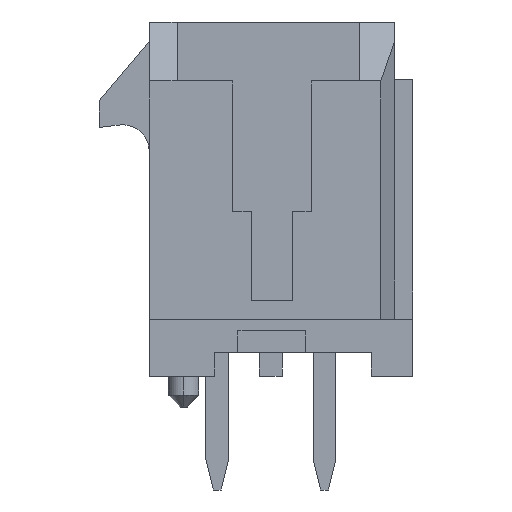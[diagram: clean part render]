
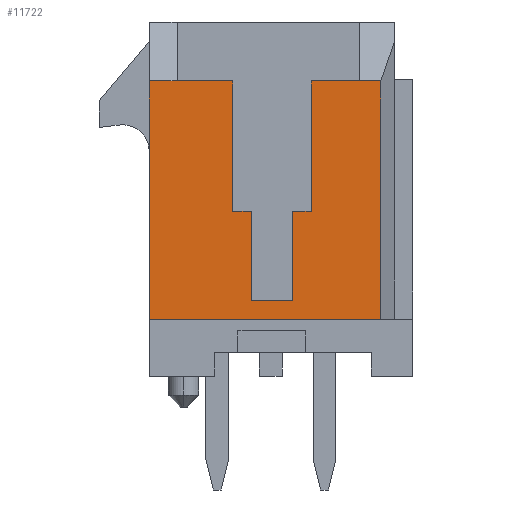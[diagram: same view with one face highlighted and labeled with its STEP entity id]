
A CAD part, left-side view. The second image highlights one B-rep face of the part: STEP entity #11722.
In plain terms, the highlighted planar face has unit normal (-1, 0, 0).
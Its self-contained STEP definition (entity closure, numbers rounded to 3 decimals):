
#1=DIRECTION('',(0.,0.,-1.));
#2=VECTOR('',#1,3.65);
#3=CARTESIAN_POINT('',(-19.825,-1.1,3.305));
#4=LINE('',#3,#2);
#5=DIRECTION('',(0.,1.,0.));
#6=VECTOR('',#5,1.35);
#7=CARTESIAN_POINT('',(-19.825,-2.45,3.305));
#8=LINE('',#7,#6);
#9=DIRECTION('',(0.,-1.,0.));
#10=VECTOR('',#9,0.6);
#11=CARTESIAN_POINT('',(-19.825,-2.45,3.305));
#12=LINE('',#11,#10);
#13=DIRECTION('',(0.,0.,-1.));
#14=VECTOR('',#13,6.66);
#15=CARTESIAN_POINT('',(-19.825,-3.05,3.305));
#16=LINE('',#15,#14);
#17=DIRECTION('',(0.,1.,0.));
#18=VECTOR('',#17,6.48);
#19=CARTESIAN_POINT('',(-19.825,-3.05,-3.355));
#20=LINE('',#19,#18);
#21=DIRECTION('',(0.,0.,1.));
#22=VECTOR('',#21,6.66);
#23=CARTESIAN_POINT('',(-19.825,3.43,-3.355));
#24=LINE('',#23,#22);
#25=DIRECTION('',(0.,-1.,0.));
#26=VECTOR('',#25,0.78);
#27=CARTESIAN_POINT('',(-19.825,3.43,3.305));
#28=LINE('',#27,#26);
#29=DIRECTION('',(0.,1.,0.));
#30=VECTOR('',#29,1.55);
#31=CARTESIAN_POINT('',(-19.825,1.1,3.305));
#32=LINE('',#31,#30);
#33=DIRECTION('',(0.,0.,-1.));
#34=VECTOR('',#33,3.65);
#35=CARTESIAN_POINT('',(-19.825,1.1,3.305));
#36=LINE('',#35,#34);
#37=DIRECTION('',(0.,1.,0.));
#38=VECTOR('',#37,0.525);
#39=CARTESIAN_POINT('',(-19.825,0.575,-0.345));
#40=LINE('',#39,#38);
#41=DIRECTION('',(0.,0.,1.));
#42=VECTOR('',#41,2.5);
#43=CARTESIAN_POINT('',(-19.825,0.575,-2.845));
#44=LINE('',#43,#42);
#45=DIRECTION('',(0.,1.,0.));
#46=VECTOR('',#45,1.15);
#47=CARTESIAN_POINT('',(-19.825,-0.575,-2.845));
#48=LINE('',#47,#46);
#49=DIRECTION('',(0.,0.,-1.));
#50=VECTOR('',#49,2.5);
#51=CARTESIAN_POINT('',(-19.825,-0.575,-0.345));
#52=LINE('',#51,#50);
#53=DIRECTION('',(0.,1.,0.));
#54=VECTOR('',#53,0.525);
#55=CARTESIAN_POINT('',(-19.825,-1.1,-0.345));
#56=LINE('',#55,#54);
#8776=CARTESIAN_POINT('',(-19.825,3.43,3.305));
#8778=VERTEX_POINT('',#8776);
#8831=CARTESIAN_POINT('',(-19.825,2.65,3.305));
#8832=VERTEX_POINT('',#8831);
#8833=CARTESIAN_POINT('',(-19.825,-2.45,3.305));
#8834=VERTEX_POINT('',#8833);
#10153=CARTESIAN_POINT('',(-19.825,3.43,-3.355));
#10154=VERTEX_POINT('',#10153);
#10217=CARTESIAN_POINT('',(-19.825,-3.05,3.305));
#10218=VERTEX_POINT('',#10217);
#10219=CARTESIAN_POINT('',(-19.825,-3.05,-3.355));
#10220=VERTEX_POINT('',#10219);
#10353=CARTESIAN_POINT('',(-19.825,-1.1,-0.345));
#10354=VERTEX_POINT('',#10353);
#10355=CARTESIAN_POINT('',(-19.825,-0.575,-0.345));
#10356=VERTEX_POINT('',#10355);
#10357=CARTESIAN_POINT('',(-19.825,-0.575,-2.845));
#10358=VERTEX_POINT('',#10357);
#10359=CARTESIAN_POINT('',(-19.825,0.575,-2.845));
#10360=VERTEX_POINT('',#10359);
#10361=CARTESIAN_POINT('',(-19.825,0.575,-0.345));
#10362=VERTEX_POINT('',#10361);
#10363=CARTESIAN_POINT('',(-19.825,1.1,-0.345));
#10364=VERTEX_POINT('',#10363);
#10365=CARTESIAN_POINT('',(-19.825,-1.1,3.305));
#10366=VERTEX_POINT('',#10365);
#10367=CARTESIAN_POINT('',(-19.825,1.1,3.305));
#10368=VERTEX_POINT('',#10367);
#11687=CARTESIAN_POINT('',(-19.825,0.,0.));
#11688=DIRECTION('',(1.,0.,0.));
#11689=DIRECTION('',(0.,0.,-1.));
#11690=AXIS2_PLACEMENT_3D('',#11687,#11688,#11689);
#11691=PLANE('',#11690);
#11693=ORIENTED_EDGE('',*,*,#11692,.F.);
#11695=ORIENTED_EDGE('',*,*,#11694,.F.);
#11697=ORIENTED_EDGE('',*,*,#11696,.T.);
#11699=ORIENTED_EDGE('',*,*,#11698,.T.);
#11701=ORIENTED_EDGE('',*,*,#11700,.T.);
#11703=ORIENTED_EDGE('',*,*,#11702,.T.);
#11705=ORIENTED_EDGE('',*,*,#11704,.T.);
#11707=ORIENTED_EDGE('',*,*,#11706,.F.);
#11709=ORIENTED_EDGE('',*,*,#11708,.T.);
#11711=ORIENTED_EDGE('',*,*,#11710,.F.);
#11713=ORIENTED_EDGE('',*,*,#11712,.F.);
#11715=ORIENTED_EDGE('',*,*,#11714,.F.);
#11717=ORIENTED_EDGE('',*,*,#11716,.F.);
#11719=ORIENTED_EDGE('',*,*,#11718,.F.);
#11720=EDGE_LOOP('',(#11693,#11695,#11697,#11699,#11701,#11703,#11705,#11707,
#11709,#11711,#11713,#11715,#11717,#11719));
#11721=FACE_OUTER_BOUND('',#11720,.F.);
#11722=ADVANCED_FACE('',(#11721),#11691,.F.);
#11692=EDGE_CURVE('',#10366,#10354,#4,.T.);
#11694=EDGE_CURVE('',#8834,#10366,#8,.T.);
#11696=EDGE_CURVE('',#8834,#10218,#12,.T.);
#11698=EDGE_CURVE('',#10218,#10220,#16,.T.);
#11700=EDGE_CURVE('',#10220,#10154,#20,.T.);
#11702=EDGE_CURVE('',#10154,#8778,#24,.T.);
#11704=EDGE_CURVE('',#8778,#8832,#28,.T.);
#11706=EDGE_CURVE('',#10368,#8832,#32,.T.);
#11708=EDGE_CURVE('',#10368,#10364,#36,.T.);
#11710=EDGE_CURVE('',#10362,#10364,#40,.T.);
#11712=EDGE_CURVE('',#10360,#10362,#44,.T.);
#11714=EDGE_CURVE('',#10358,#10360,#48,.T.);
#11716=EDGE_CURVE('',#10356,#10358,#52,.T.);
#11718=EDGE_CURVE('',#10354,#10356,#56,.T.);
